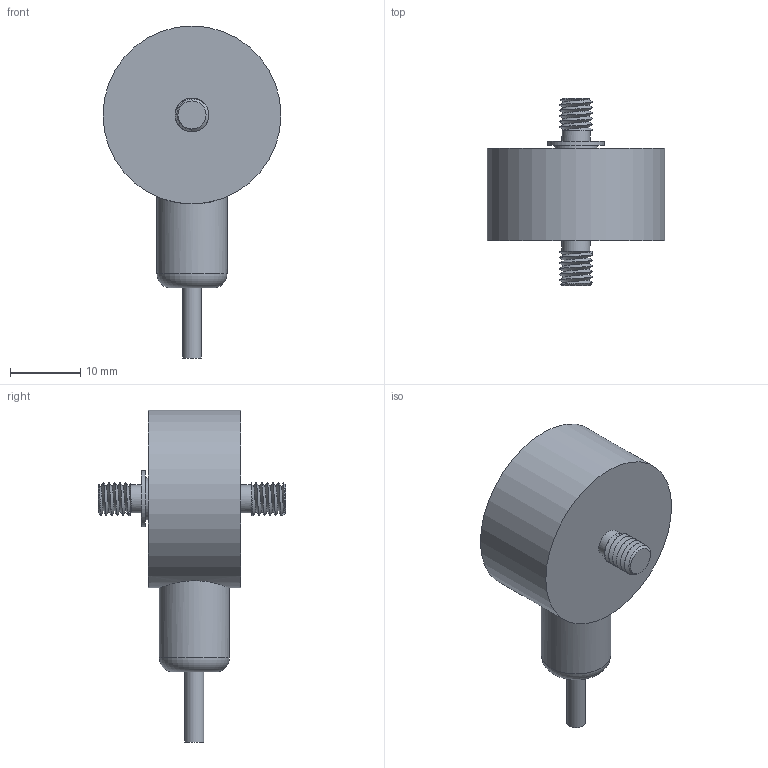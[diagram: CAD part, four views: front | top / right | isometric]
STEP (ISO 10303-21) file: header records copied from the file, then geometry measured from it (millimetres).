
FILE_DESCRIPTION(/* description */ (''),/* implementation_level */ '2;1');
FILE_NAME(/* name */ '247BSWM-(25-100)lb v1.step',/* time_stamp */ '2020-01-21T14:38:51-08:00',/* author */ (''),/* organization */ (''),/* preprocessor_version */ 'ST-DEVELOPER v18',/* originating_system */ 'Autodesk Translation Framework v8.12.0.6',/* authorisation */ '');
FILE_SCHEMA (('AUTOMOTIVE_DESIGN { 1 0 10303 214 3 1 1 }'));
Length unit declared in the file: millimetre
Products named in the file (1): 247BSWM-(25-100)lb
Bounding box: 25.4 x 26.7 x 47.4 mm (x, y, z)
Volume: 7891.4 mm3; surface area: 2865.5 mm2
Topology: 1 solids, 1 shells, 40 faces, 109 edges, 77 vertices
Faces by surface type: cylinder 19, plane 14, bspline 4, cone 2, torus 1
Full cylindrical faces by diameter (mm): 2.7 x1, 4 x2, 4.8 x8, 6 x1, 8 x1, 10 x1, 25.4 x1
Entity records: 5405 total; most frequent: CARTESIAN_POINT 4392, ORIENTED_EDGE 218, DIRECTION 185, EDGE_CURVE 109, VERTEX_POINT 77, AXIS2_PLACEMENT_3D 74, EDGE_LOOP 46, FACE_OUTER_BOUND 40
